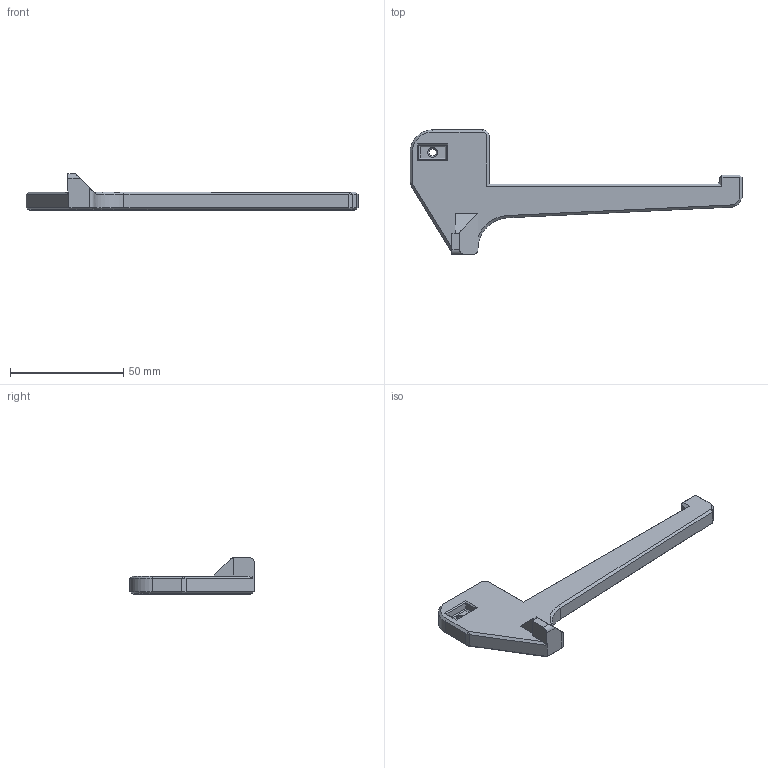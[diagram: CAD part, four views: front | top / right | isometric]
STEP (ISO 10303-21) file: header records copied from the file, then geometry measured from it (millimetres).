
FILE_DESCRIPTION(/* description */ ('Alibre Inc.'),/* implementation_level */ '2;1');
FILE_NAME(/* name */ 'export0',/* time_stamp */ '2015-07-11T13:29:55+12:00',/* author */ (''),/* organization */ (''),/* preprocessor_version */ 'ST-DEVELOPER v14',/* originating_system */ 'Alibre',/* authorisation */ '');
FILE_SCHEMA (('CONFIG_CONTROL_DESIGN'));
Length unit declared in the file: centimetre
Products named in the file (1): ID_1
Bounding box: 146.86 x 55 x 16 mm (x, y, z)
Volume: 22606.5 mm3; surface area: 8672.8 mm2
Topology: 1 solids, 1 shells, 106 faces, 247 edges, 144 vertices
Faces by surface type: plane 87, cone 12, cylinder 7
Full cylindrical faces by diameter (mm): 3.2 x1
Entity records: 2897 total; most frequent: CARTESIAN_POINT 537, ORIENTED_EDGE 486, DIRECTION 380, EDGE_CURVE 243, VECTOR 201, LINE 201, VERTEX_POINT 144, AXIS2_PLACEMENT_3D 133
